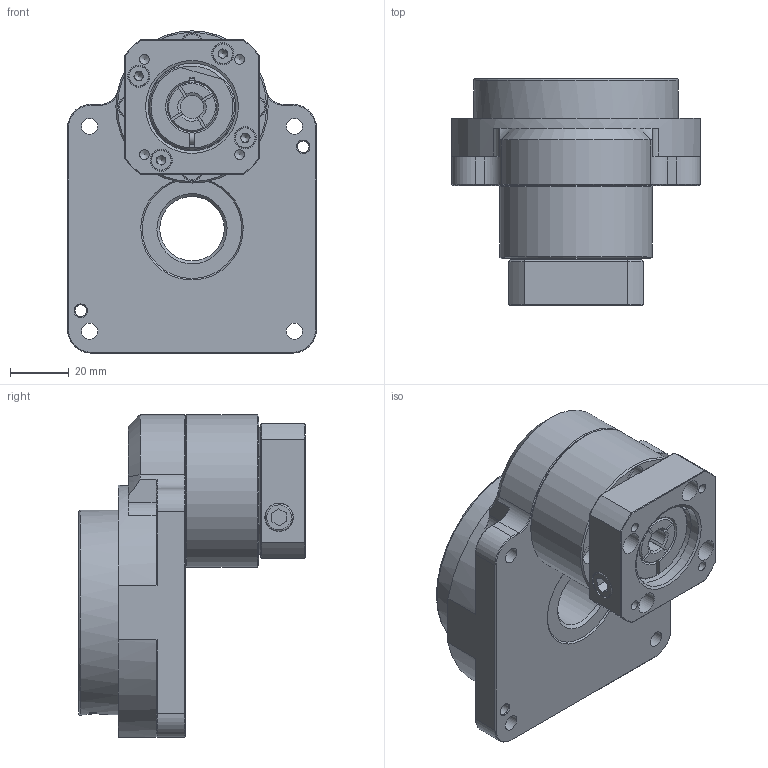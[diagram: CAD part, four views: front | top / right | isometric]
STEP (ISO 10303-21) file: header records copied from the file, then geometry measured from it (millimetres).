
FILE_DESCRIPTION((''),'2;1');
FILE_NAME('KGT-85C-1 (S8).stp','2017-03-08T10:36:25',('Young'),(''),'Autodesk Inventor 2012','Autodesk Inventor 2012','');
FILE_SCHEMA(('AUTOMOTIVE_DESIGN { 1 0 10303 214 1 1 1 1 }'));
Length unit declared in the file: millimetre
Products named in the file (3): 조립품3; KGT-85C-1(S8); 44-BK(KP13)new
Assembly tree (2 placements, depth 2):
  조립품3
    KGT-85C-1(S8)
    44-BK(KP13)new
Bounding box: 85 x 77.5 x 110.1 mm (x, y, z)
Volume: 268902.5 mm3; surface area: 53234.7 mm2
Topology: 4 solids, 18 shells, 554 faces, 1308 edges, 819 vertices
Faces by surface type: plane 276, cylinder 140, cone 125, torus 13
Full cylindrical faces by diameter (mm): 2.5 x4, 3.3 x14, 4 x11, 4.2 x1, 4.5 x8, 5 x2, 5.5 x4, 6.8 x1, 7 x8, 7.5 x8, 8 x1, 9.5 x2, 19.8 x1, 20 x1, 22 x1, 29.8 x1, 30 x4, 31.5 x1, 32 x2, 45 x1, 52 x2, 70 x1, 80 x1
Entity records: 14965 total; most frequent: CARTESIAN_POINT 3005, DIRECTION 2580, ORIENTED_EDGE 2146, EDGE_CURVE 1073, AXIS2_PLACEMENT_3D 1039, EDGE_LOOP 800, VERTEX_POINT 753, FACE_OUTER_BOUND 554
